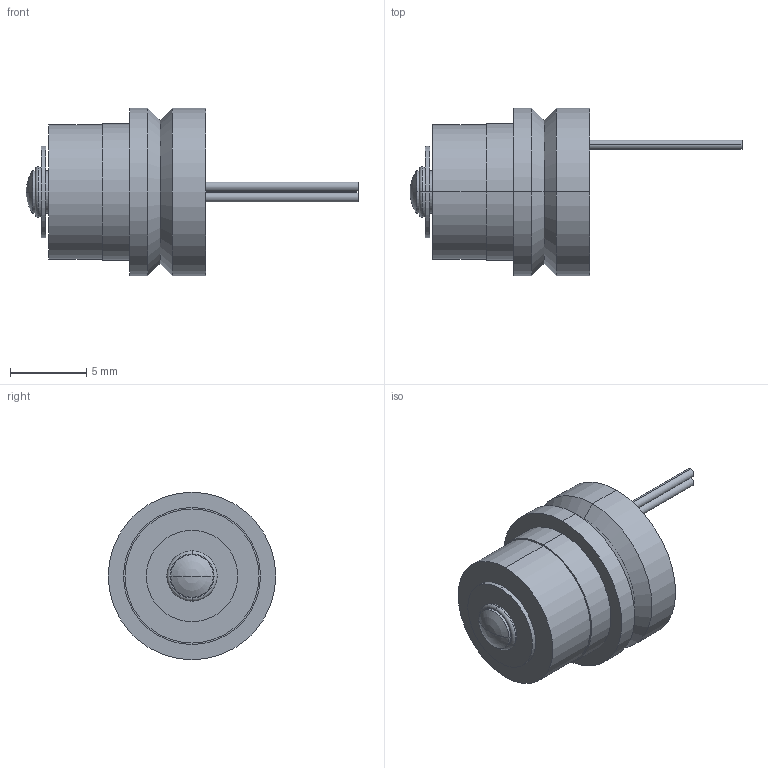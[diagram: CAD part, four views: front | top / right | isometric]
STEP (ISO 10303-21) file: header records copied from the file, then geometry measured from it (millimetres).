
FILE_DESCRIPTION(('STEP AP203'),'1');
FILE_NAME('STM63A.stp','2016-06-14T07:33:39',(' '),(' '),'Spatial InterOp 3D',' ',' ');
FILE_SCHEMA(('CONFIG_CONTROL_DESIGN'));
Length unit declared in the file: millimetre
Products named in the file (1): 1
Bounding box: 21.8 x 11 x 11 mm (x, y, z)
Volume: 802.5 mm3; surface area: 625.4 mm2
Topology: 1 solids, 1 shells, 37 faces, 76 edges, 47 vertices
Faces by surface type: cylinder 18, plane 9, torus 4, cone 4, sphere 2
Entity records: 1028 total; most frequent: DIRECTION 202, CARTESIAN_POINT 159, ORIENTED_EDGE 148, AXIS2_PLACEMENT_3D 90, EDGE_CURVE 74, CIRCLE 52, VERTEX_POINT 47, EDGE_LOOP 45
